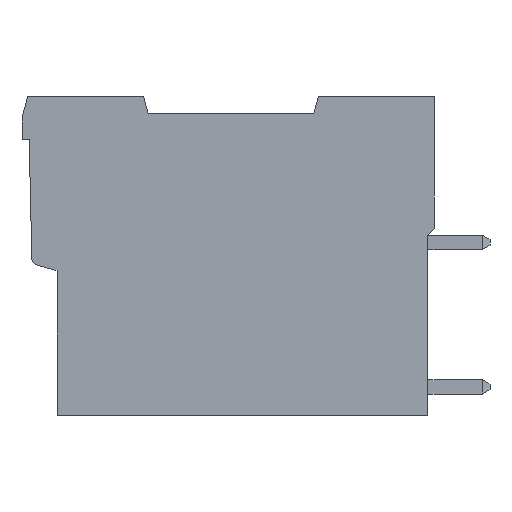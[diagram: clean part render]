
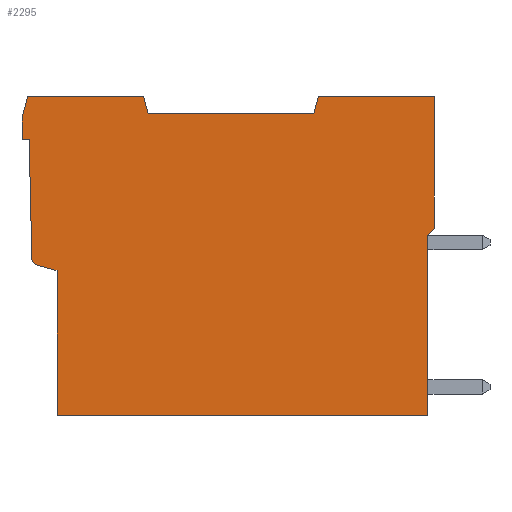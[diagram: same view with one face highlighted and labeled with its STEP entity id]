
A CAD part, left-side view. The second image highlights one B-rep face of the part: STEP entity #2295.
In plain terms, the highlighted planar face has unit normal (-1, 0, 0).
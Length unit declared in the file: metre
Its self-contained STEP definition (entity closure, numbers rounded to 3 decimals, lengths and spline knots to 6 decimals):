
#2295=ADVANCED_FACE('',(#4682),#4683,.F.);
#4682=FACE_OUTER_BOUND('',#7106,.T.);
#4683=PLANE('',#7107);
#7106=EDGE_LOOP('',(#14131,#14132,#14133,#14134,#14135,#14136,#14137,#14138,#14139,#14140,#14141,#14142,#14143,#14144,#14145,#14146));
#7107=AXIS2_PLACEMENT_3D('',#14147,#14148,#14149);
#14131=ORIENTED_EDGE('',*,*,#15100,.F.);
#14132=ORIENTED_EDGE('',*,*,#17146,.F.);
#14133=ORIENTED_EDGE('',*,*,#17050,.F.);
#14134=ORIENTED_EDGE('',*,*,#16492,.F.);
#14135=ORIENTED_EDGE('',*,*,#15149,.F.);
#14136=ORIENTED_EDGE('',*,*,#17224,.F.);
#14137=ORIENTED_EDGE('',*,*,#16534,.F.);
#14138=ORIENTED_EDGE('',*,*,#14909,.F.);
#14139=ORIENTED_EDGE('',*,*,#15236,.F.);
#14140=ORIENTED_EDGE('',*,*,#16624,.F.);
#14141=ORIENTED_EDGE('',*,*,#16377,.F.);
#14142=ORIENTED_EDGE('',*,*,#16081,.F.);
#14143=ORIENTED_EDGE('',*,*,#15520,.F.);
#14144=ORIENTED_EDGE('',*,*,#15163,.F.);
#14145=ORIENTED_EDGE('',*,*,#14766,.F.);
#14146=ORIENTED_EDGE('',*,*,#16157,.F.);
#14147=CARTESIAN_POINT('',(-0.04264,0.027636,-0.011321));
#14148=DIRECTION('',(1.0,0.,0.));
#14149=DIRECTION('',(0.,1.0,0.));
#14766=EDGE_CURVE('',#17825,#17827,#17828,.T.);
#14909=EDGE_CURVE('',#18073,#18074,#18075,.T.);
#15100=EDGE_CURVE('',#18414,#18416,#18417,.T.);
#15149=EDGE_CURVE('',#18497,#18493,#18499,.T.);
#15163=EDGE_CURVE('',#17827,#18523,#18524,.T.);
#15236=EDGE_CURVE('',#18647,#18073,#18648,.T.);
#15520=EDGE_CURVE('',#18523,#19103,#19104,.T.);
#16081=EDGE_CURVE('',#19103,#19966,#19967,.T.);
#16157=EDGE_CURVE('',#18416,#17825,#20077,.T.);
#16377=EDGE_CURVE('',#19966,#20382,#20383,.T.);
#16492=EDGE_CURVE('',#18493,#20543,#20544,.T.);
#16534=EDGE_CURVE('',#18074,#20603,#20604,.T.);
#16624=EDGE_CURVE('',#20382,#18647,#20714,.T.);
#17050=EDGE_CURVE('',#20543,#21206,#21207,.T.);
#17146=EDGE_CURVE('',#21206,#18414,#21314,.T.);
#17224=EDGE_CURVE('',#20603,#18497,#21398,.T.);
#17825=VERTEX_POINT('',#22190);
#17827=VERTEX_POINT('',#22193);
#17828=LINE('',#22194,#22195);
#18073=VERTEX_POINT('',#22555);
#18074=VERTEX_POINT('',#22556);
#18075=LINE('',#22557,#22558);
#18414=VERTEX_POINT('',#23049);
#18416=VERTEX_POINT('',#23052);
#18417=LINE('',#23053,#23054);
#18493=VERTEX_POINT('',#23165);
#18497=VERTEX_POINT('',#23171);
#18499=LINE('',#23174,#23175);
#18523=VERTEX_POINT('',#23210);
#18524=LINE('',#23211,#23212);
#18647=VERTEX_POINT('',#23393);
#18648=LINE('',#23394,#23395);
#19103=VERTEX_POINT('',#24054);
#19104=LINE('',#24055,#24056);
#19966=VERTEX_POINT('',#25318);
#19967=LINE('',#25319,#25320);
#20077=LINE('',#25477,#25478);
#20382=VERTEX_POINT('',#25942);
#20383=LINE('',#25943,#25944);
#20543=VERTEX_POINT('',#26194);
#20544=LINE('',#26195,#26196);
#20603=VERTEX_POINT('',#26285);
#20604=LINE('',#26286,#26287);
#20714=LINE('',#26461,#26462);
#21206=VERTEX_POINT('',#27191);
#21207=LINE('',#27192,#27193);
#21314=LINE('',#27360,#27361);
#21398=CIRCLE('',#27477,0.000495);
#22190=CARTESIAN_POINT('',(-0.04264,0.02,-0.001198));
#22193=CARTESIAN_POINT('',(-0.04264,0.00842,-0.001198));
#22194=CARTESIAN_POINT('',(-0.04264,0.00842,-0.001198));
#22195=VECTOR('',#27928,1.0);
#22555=CARTESIAN_POINT('',(-0.04264,0.02637,-0.0223));
#22556=CARTESIAN_POINT('',(-0.04264,0.02637,-0.012173));
#22557=CARTESIAN_POINT('',(-0.04264,0.02637,-0.012307));
#22558=VECTOR('',#28047,1.0);
#23049=CARTESIAN_POINT('',(-0.04264,0.028418,0.));
#23052=CARTESIAN_POINT('',(-0.04264,0.020322,0.));
#23053=CARTESIAN_POINT('',(-0.04264,0.020322,0.));
#23054=VECTOR('',#28237,1.0);
#23165=CARTESIAN_POINT('',(-0.04264,0.02832,-0.003));
#23171=CARTESIAN_POINT('',(-0.04264,0.028131,-0.011332));
#23174=CARTESIAN_POINT('',(-0.04264,0.02832,-0.003));
#23175=VECTOR('',#28276,1.0);
#23210=CARTESIAN_POINT('',(-0.04264,0.008098,0.));
#23211=CARTESIAN_POINT('',(-0.04264,0.008098,0.));
#23212=VECTOR('',#28288,1.0);
#23393=CARTESIAN_POINT('',(-0.04264,0.0005,-0.0223));
#23394=CARTESIAN_POINT('',(-0.04264,0.02587,-0.0223));
#23395=VECTOR('',#28359,1.0);
#24054=CARTESIAN_POINT('',(-0.04264,0.0,0.));
#24055=CARTESIAN_POINT('',(-0.04264,0.0,0.));
#24056=VECTOR('',#28624,1.0);
#25318=CARTESIAN_POINT('',(-0.04264,0.0,-0.009203));
#25319=CARTESIAN_POINT('',(-0.04264,0.0,-0.009203));
#25320=VECTOR('',#29163,1.0);
#25477=CARTESIAN_POINT('',(-0.04264,0.02,-0.001198));
#25478=VECTOR('',#29250,1.0);
#25942=CARTESIAN_POINT('',(-0.04264,0.0005,-0.009703));
#25943=CARTESIAN_POINT('',(-0.04264,0.0005,-0.009703));
#25944=VECTOR('',#29434,1.0);
#26194=CARTESIAN_POINT('',(-0.04264,0.02882,-0.003));
#26195=CARTESIAN_POINT('',(-0.04264,0.02882,-0.003));
#26196=VECTOR('',#29533,1.0);
#26285=CARTESIAN_POINT('',(-0.04264,0.027764,-0.011799));
#26286=CARTESIAN_POINT('',(-0.04264,0.027764,-0.011799));
#26287=VECTOR('',#29567,1.0);
#26461=CARTESIAN_POINT('',(-0.04264,0.0005,-0.022307));
#26462=VECTOR('',#29638,1.0);
#27191=CARTESIAN_POINT('',(-0.04264,0.02882,-0.001495));
#27192=CARTESIAN_POINT('',(-0.04264,0.02882,-0.001495));
#27193=VECTOR('',#29927,1.0);
#27360=CARTESIAN_POINT('',(-0.04264,0.028418,0.));
#27361=VECTOR('',#29985,1.0);
#27477=AXIS2_PLACEMENT_3D('',#30024,#30025,#30026);
#27928=DIRECTION('',(0.,-1.0,0.));
#28047=DIRECTION('',(0.,0.,1.0));
#28237=DIRECTION('',(0.,-1.0,0.));
#28276=DIRECTION('',(0.,0.023,1.));
#28288=DIRECTION('',(0.,-0.259,0.966));
#28359=DIRECTION('',(0.,1.0,0.));
#28624=DIRECTION('',(0.,-1.0,0.));
#29163=DIRECTION('',(0.,0.,-1.0));
#29250=DIRECTION('',(0.,-0.259,-0.966));
#29434=DIRECTION('',(0.,0.707,-0.707));
#29533=DIRECTION('',(0.,1.0,0.));
#29567=DIRECTION('',(0.,0.966,0.259));
#29638=DIRECTION('',(0.,0.,-1.0));
#29927=DIRECTION('',(0.,0.,1.0));
#29985=DIRECTION('',(0.,-0.26,0.966));
#30024=CARTESIAN_POINT('',(-0.04264,0.027636,-0.011321));
#30025=DIRECTION('',(1.0,0.,0.));
#30026=DIRECTION('',(0.,-0.786,0.618));
